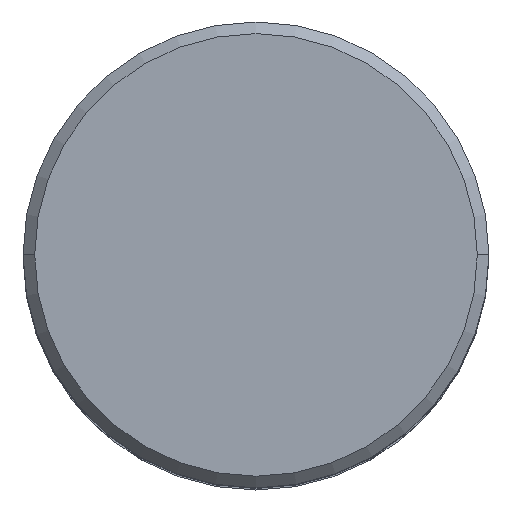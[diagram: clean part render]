
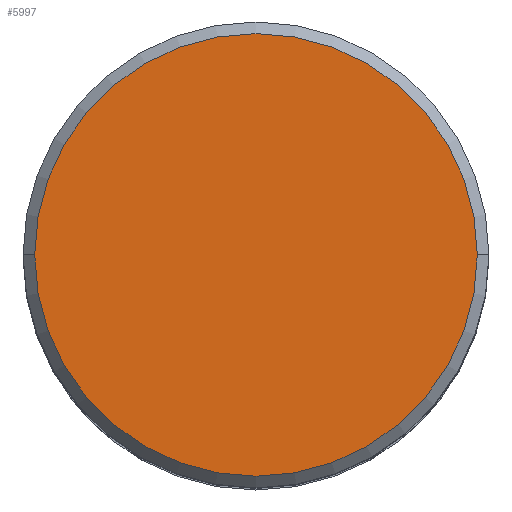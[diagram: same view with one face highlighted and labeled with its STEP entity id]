
A CAD part, top view. The second image highlights one B-rep face of the part: STEP entity #5997.
In plain terms, the highlighted planar face has unit normal (0, 0, 1).
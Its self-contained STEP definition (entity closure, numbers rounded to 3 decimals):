
#1398 = EDGE_CURVE ( 'NONE', #8583, #8605, #4190, .T. ) ;
#2658 = CARTESIAN_POINT ( 'NONE',  ( 0., 0., 8.5 ) ) ;
#2659 = DIRECTION ( 'NONE',  ( 0., 0., 1. ) ) ;
#2660 = DIRECTION ( 'NONE',  ( 1., 0., 0. ) ) ;
#3065 = CARTESIAN_POINT ( 'NONE',  ( 0., 0., 8.5 ) ) ;
#3067 = PLANE ( 'NONE',  #9020 ) ;
#3070 = DIRECTION ( 'NONE',  ( 0., 0., -1. ) ) ;
#3071 = DIRECTION ( 'NONE',  ( -1., 0., 0. ) ) ;
#3650 = CIRCLE ( 'NONE', #9263, 1.9 ) ;
#3983 = EDGE_LOOP ( 'NONE', ( #8421, #8422 ) ) ;
#4190 = CIRCLE ( 'NONE', #10942, 1.9 ) ;
#4264 = FACE_OUTER_BOUND ( 'NONE', #3983, .T. ) ;
#5820 = CARTESIAN_POINT ( 'NONE',  ( 0., 0., 8.5 ) ) ;
#5821 = DIRECTION ( 'NONE',  ( 0., 0., 1. ) ) ;
#5822 = DIRECTION ( 'NONE',  ( 1., 0., 0. ) ) ;
#5997 = ADVANCED_FACE ( 'NONE', ( #4264 ), #3067, .F. ) ;
#8421 = ORIENTED_EDGE ( 'NONE', *, *, #1398, .T. ) ;
#8422 = ORIENTED_EDGE ( 'NONE', *, *, #10755, .T. ) ;
#8583 = VERTEX_POINT ( 'NONE', #10333 ) ;
#8605 = VERTEX_POINT ( 'NONE', #10341 ) ;
#9020 = AXIS2_PLACEMENT_3D ( 'NONE', #3065, #3070, #3071 ) ;
#9263 = AXIS2_PLACEMENT_3D ( 'NONE', #2658, #2659, #2660 ) ;
#10333 = CARTESIAN_POINT ( 'NONE',  ( -1.9, 0., 8.5 ) ) ;
#10341 = CARTESIAN_POINT ( 'NONE',  ( 1.9, 0., 8.5 ) ) ;
#10755 = EDGE_CURVE ( 'NONE', #8605, #8583, #3650, .T. ) ;
#10942 = AXIS2_PLACEMENT_3D ( 'NONE', #5820, #5821, #5822 ) ;
